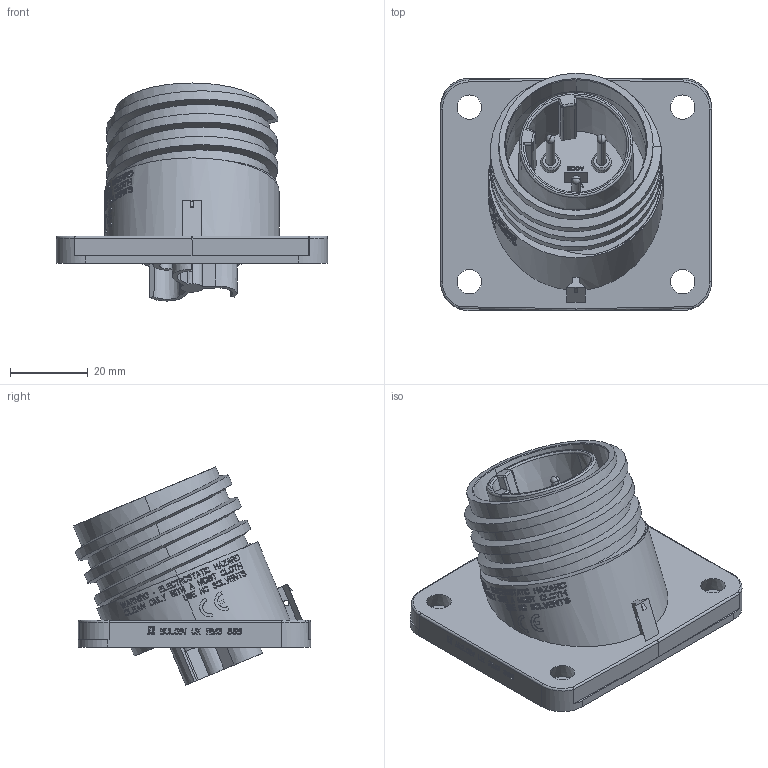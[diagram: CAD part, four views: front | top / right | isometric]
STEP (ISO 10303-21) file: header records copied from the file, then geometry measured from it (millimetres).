
FILE_DESCRIPTION(('STEP AP242'),'1');
FILE_NAME('px0941-03-p.stp','2023-06-29T15:27:33',('TraceParts'),('TraceParts S.A.'),'Spatial InterOp 3D',' ',' ');
FILE_SCHEMA(('AP242_MANAGED_MODEL_BASED_3D_ENGINEERING_MIM_LF {1 0 10303 442 1 1 4}'));
Length unit declared in the file: millimetre
Products named in the file (1): px0941-03-p
Bounding box: 70 x 61.21 x 56.27 mm (x, y, z)
Volume: 49706 mm3; surface area: 29461.3 mm2
Topology: 1 solids, 1 shells, 3229 faces, 9005 edges, 5967 vertices
Faces by surface type: plane 2894, cylinder 231, cone 64, sphere 17, torus 13, bspline 10
Entity records: 109876 total; most frequent: CARTESIAN_POINT 29145, ORIENTED_EDGE 17974, DIRECTION 14840, EDGE_CURVE 8987, LINE 6386, VECTOR 6386, VERTEX_POINT 5967, AXIS2_PLACEMENT_3D 4227
